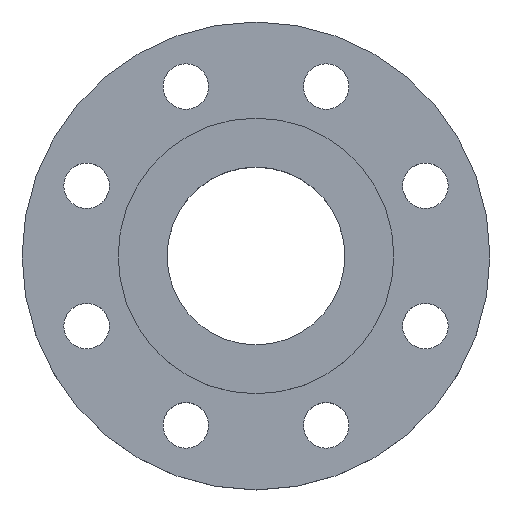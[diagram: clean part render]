
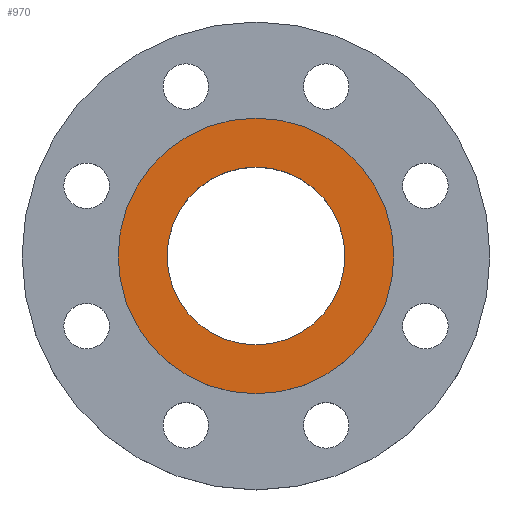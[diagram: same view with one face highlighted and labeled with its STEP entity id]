
A CAD part, top view. The second image highlights one B-rep face of the part: STEP entity #970.
In plain terms, the highlighted planar face has unit normal (0, 0, 1).
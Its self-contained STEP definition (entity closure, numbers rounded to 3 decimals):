
#42 = AXIS2_PLACEMENT_3D ( 'NONE', #796, #797, #798 ) ;
#77 = CARTESIAN_POINT ( 'NONE',  ( 54.5, 0., 0. ) ) ;
#88 = DIRECTION ( 'NONE',  ( 0., 0., -1. ) ) ;
#90 = CARTESIAN_POINT ( 'NONE',  ( 0., 0., 0. ) ) ;
#104 = EDGE_CURVE ( 'NONE', #914, #427, #324, .T. ) ;
#126 = DIRECTION ( 'NONE',  ( -1., 0., 0. ) ) ;
#127 = DIRECTION ( 'NONE',  ( 0., 0., -1. ) ) ;
#128 = CARTESIAN_POINT ( 'NONE',  ( 0., 0., 0. ) ) ;
#185 = DIRECTION ( 'NONE',  ( 1., 0., 0. ) ) ;
#186 = DIRECTION ( 'NONE',  ( 0., 0., 1. ) ) ;
#187 = CARTESIAN_POINT ( 'NONE',  ( 0., 0., 0. ) ) ;
#188 = PLANE ( 'NONE',  #867 ) ;
#189 = FACE_OUTER_BOUND ( 'NONE', #737, .T. ) ;
#192 = FACE_BOUND ( 'NONE', #910, .T. ) ;
#238 = DIRECTION ( 'NONE',  ( -1., 0., 0. ) ) ;
#240 = DIRECTION ( 'NONE',  ( 0., 0., -1. ) ) ;
#244 = CARTESIAN_POINT ( 'NONE',  ( 0., 0., 0. ) ) ;
#258 = CIRCLE ( 'NONE', #817, 54.5 ) ;
#273 = CARTESIAN_POINT ( 'NONE',  ( -54.5, 0., 0. ) ) ;
#288 = CARTESIAN_POINT ( 'NONE',  ( -35.15, 0., 0. ) ) ;
#324 = CIRCLE ( 'NONE', #42, 35.15 ) ;
#427 = VERTEX_POINT ( 'NONE', #545 ) ;
#545 = CARTESIAN_POINT ( 'NONE',  ( 35.15, 0., 0. ) ) ;
#588 = AXIS2_PLACEMENT_3D ( 'NONE', #128, #127, #126 ) ;
#668 = ORIENTED_EDGE ( 'NONE', *, *, #104, .T. ) ;
#672 = ORIENTED_EDGE ( 'NONE', *, *, #1078, .T. ) ;
#673 = ORIENTED_EDGE ( 'NONE', *, *, #1035, .F. ) ;
#674 = ORIENTED_EDGE ( 'NONE', *, *, #942, .F. ) ;
#737 = EDGE_LOOP ( 'NONE', ( #673, #674 ) ) ;
#796 = CARTESIAN_POINT ( 'NONE',  ( 0., 0., 0. ) ) ;
#797 = DIRECTION ( 'NONE',  ( 0., 0., -1. ) ) ;
#798 = DIRECTION ( 'NONE',  ( -1., 0., 0. ) ) ;
#817 = AXIS2_PLACEMENT_3D ( 'NONE', #244, #240, #238 ) ;
#837 = CIRCLE ( 'NONE', #588, 54.5 ) ;
#843 = AXIS2_PLACEMENT_3D ( 'NONE', #90, #88, #928 ) ;
#867 = AXIS2_PLACEMENT_3D ( 'NONE', #187, #186, #185 ) ;
#888 = CIRCLE ( 'NONE', #843, 35.15 ) ;
#910 = EDGE_LOOP ( 'NONE', ( #668, #672 ) ) ;
#914 = VERTEX_POINT ( 'NONE', #288 ) ;
#928 = DIRECTION ( 'NONE',  ( -1., 0., 0. ) ) ;
#933 = VERTEX_POINT ( 'NONE', #273 ) ;
#942 = EDGE_CURVE ( 'NONE', #1101, #933, #258, .T. ) ;
#970 = ADVANCED_FACE ( 'NONE', ( #192, #189 ), #188, .T. ) ;
#1035 = EDGE_CURVE ( 'NONE', #933, #1101, #837, .T. ) ;
#1078 = EDGE_CURVE ( 'NONE', #427, #914, #888, .T. ) ;
#1101 = VERTEX_POINT ( 'NONE', #77 ) ;
